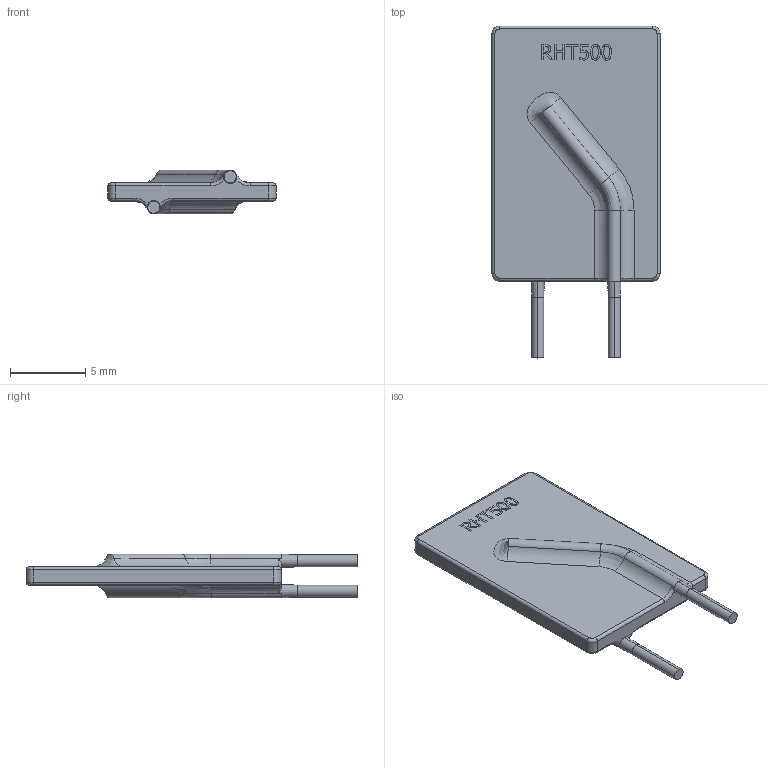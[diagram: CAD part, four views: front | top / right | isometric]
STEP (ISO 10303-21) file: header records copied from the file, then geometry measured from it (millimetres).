
FILE_DESCRIPTION (( 'STEP AP214' ), '1' );
FILE_NAME ('User Library-MF-RHT500_th.STEP', '2022-02-20T21:57:57', ( '' ), ( '' ), 'SwSTEP 2.0', 'SolidWorks 2021', '' );
FILE_SCHEMA (( 'AUTOMOTIVE_DESIGN' ));
Length unit declared in the file: millimetre
Products named in the file (1): User Library-MF-RHT500_th
Bounding box: 11.2 x 22.13 x 2.92 mm (x, y, z)
Volume: 261.2 mm3; surface area: 487.7 mm2
Topology: 3 solids, 3 shells, 157 faces, 378 edges, 236 vertices
Faces by surface type: bspline 64, plane 59, cylinder 30, cone 4
Entity records: 5553 total; most frequent: CARTESIAN_POINT 2335, ORIENTED_EDGE 756, DIRECTION 436, EDGE_CURVE 378, VERTEX_POINT 236, B_SPLINE_CURVE_WITH_KNOTS 184, EDGE_LOOP 166, FACE_OUTER_BOUND 157
